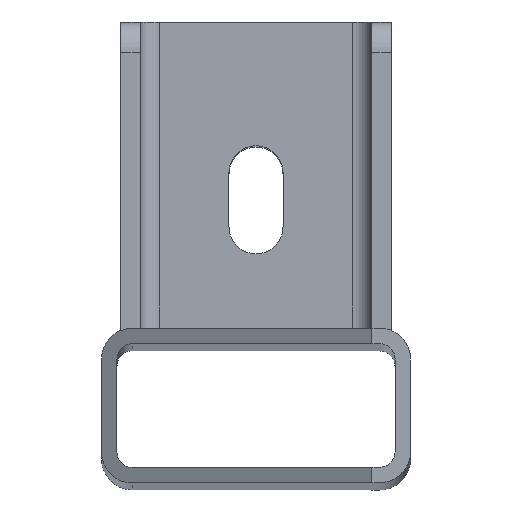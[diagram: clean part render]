
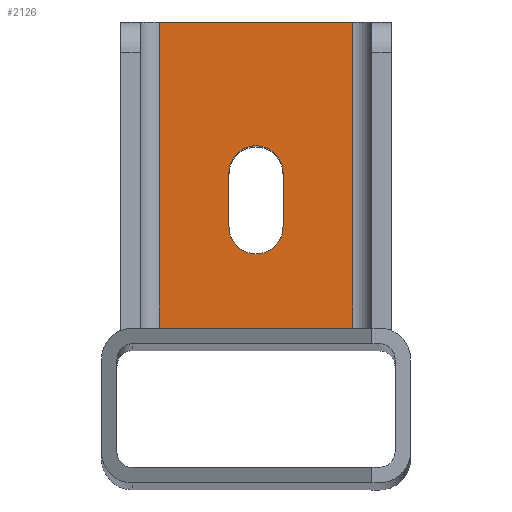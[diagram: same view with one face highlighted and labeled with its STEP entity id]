
A CAD part, top view. The second image highlights one B-rep face of the part: STEP entity #2126.
In plain terms, the highlighted planar face has unit normal (0, 0, 1).
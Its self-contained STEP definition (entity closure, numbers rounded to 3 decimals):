
#353=DIRECTION('',(1.,0.,0.));
#354=VECTOR('',#353,25.);
#355=CARTESIAN_POINT('',(-12.5,50.,328.75));
#356=LINE('',#355,#354);
#488=DIRECTION('',(1.,0.,0.));
#489=VECTOR('',#488,25.);
#490=CARTESIAN_POINT('',(-12.5,10.,328.75));
#491=LINE('',#490,#489);
#742=DIRECTION('',(0.,1.,0.));
#743=VECTOR('',#742,40.);
#744=CARTESIAN_POINT('',(-12.5,10.,328.75));
#745=LINE('',#744,#743);
#746=DIRECTION('',(0.,-1.,0.));
#747=VECTOR('',#746,7.);
#748=CARTESIAN_POINT('',(3.5,30.5,328.75));
#749=LINE('',#748,#747);
#750=CARTESIAN_POINT('',(0.,30.5,328.75));
#751=DIRECTION('',(0.,0.,-1.));
#752=DIRECTION('',(-1.,0.,0.));
#753=AXIS2_PLACEMENT_3D('',#750,#751,#752);
#755=DIRECTION('',(0.,1.,0.));
#756=VECTOR('',#755,7.);
#757=CARTESIAN_POINT('',(-3.5,23.5,328.75));
#758=LINE('',#757,#756);
#759=CARTESIAN_POINT('',(0.,23.5,328.75));
#760=DIRECTION('',(0.,0.,-1.));
#761=DIRECTION('',(1.,0.,0.));
#762=AXIS2_PLACEMENT_3D('',#759,#760,#761);
#764=DIRECTION('',(0.,1.,0.));
#765=VECTOR('',#764,40.);
#766=CARTESIAN_POINT('',(12.5,10.,328.75));
#767=LINE('',#766,#765);
#953=CARTESIAN_POINT('',(12.5,50.,328.75));
#955=VERTEX_POINT('',#953);
#966=CARTESIAN_POINT('',(-12.5,50.,328.75));
#968=VERTEX_POINT('',#966);
#970=CARTESIAN_POINT('',(12.5,10.,328.75));
#972=VERTEX_POINT('',#970);
#983=CARTESIAN_POINT('',(-12.5,10.,328.75));
#984=VERTEX_POINT('',#983);
#1025=CARTESIAN_POINT('',(3.5,30.5,328.75));
#1026=CARTESIAN_POINT('',(3.5,23.5,328.75));
#1027=VERTEX_POINT('',#1025);
#1028=VERTEX_POINT('',#1026);
#1029=CARTESIAN_POINT('',(-3.5,23.5,328.75));
#1030=VERTEX_POINT('',#1029);
#1031=CARTESIAN_POINT('',(-3.5,30.5,328.75));
#1032=VERTEX_POINT('',#1031);
#2108=CARTESIAN_POINT('',(-12.5,10.,328.75));
#2109=DIRECTION('',(0.,0.,1.));
#2110=DIRECTION('',(1.,0.,0.));
#2111=AXIS2_PLACEMENT_3D('',#2108,#2109,#2110);
#2112=PLANE('',#2111);
#2113=ORIENTED_EDGE('',*,*,#1669,.F.);
#2114=ORIENTED_EDGE('',*,*,#1629,.T.);
#2115=ORIENTED_EDGE('',*,*,#1548,.T.);
#2117=ORIENTED_EDGE('',*,*,#2116,.F.);
#2118=EDGE_LOOP('',(#2113,#2114,#2115,#2117));
#2119=FACE_OUTER_BOUND('',#2118,.F.);
#2120=ORIENTED_EDGE('',*,*,#1945,.F.);
#2121=ORIENTED_EDGE('',*,*,#1974,.F.);
#2122=ORIENTED_EDGE('',*,*,#2002,.F.);
#2123=ORIENTED_EDGE('',*,*,#2028,.F.);
#2124=EDGE_LOOP('',(#2120,#2121,#2122,#2123));
#2125=FACE_BOUND('',#2124,.F.);
#2126=ADVANCED_FACE('',(#2119,#2125),#2112,.T.);
#754=CIRCLE('',#753,3.5);
#763=CIRCLE('',#762,3.5);
#1548=EDGE_CURVE('',#968,#955,#356,.T.);
#1629=EDGE_CURVE('',#984,#968,#745,.T.);
#1669=EDGE_CURVE('',#984,#972,#491,.T.);
#1945=EDGE_CURVE('',#1027,#1028,#749,.T.);
#1974=EDGE_CURVE('',#1032,#1027,#754,.T.);
#2002=EDGE_CURVE('',#1030,#1032,#758,.T.);
#2028=EDGE_CURVE('',#1028,#1030,#763,.T.);
#2116=EDGE_CURVE('',#972,#955,#767,.T.);
